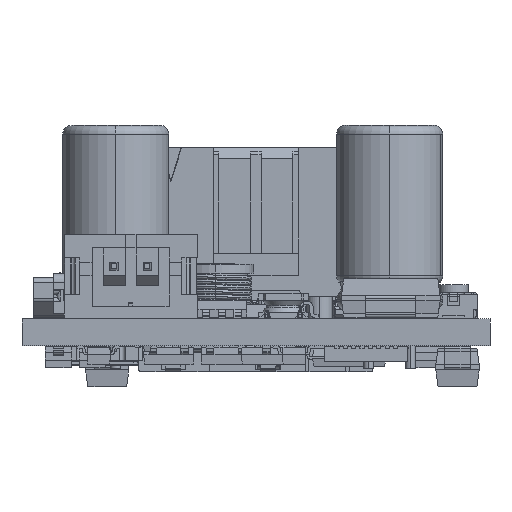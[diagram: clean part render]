
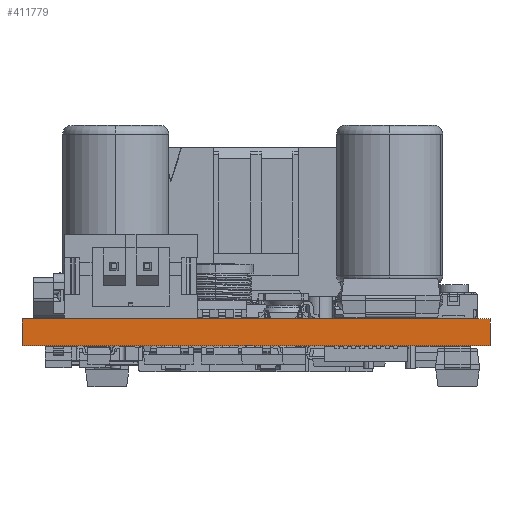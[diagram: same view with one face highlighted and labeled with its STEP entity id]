
A CAD part, front view. The second image highlights one B-rep face of the part: STEP entity #411779.
In plain terms, the highlighted planar face has unit normal (0, -1, 0).
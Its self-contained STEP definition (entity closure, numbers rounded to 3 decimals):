
#411663 = EDGE_CURVE('',#411664,#411666,#411668,.T.);
#411664 = VERTEX_POINT('',#411665);
#411665 = CARTESIAN_POINT('',(28.,-0.,0.));
#411666 = VERTEX_POINT('',#411667);
#411667 = CARTESIAN_POINT('',(28.,0.,1.6));
#411668 = SURFACE_CURVE('',#411669,(#411673,#411685),.PCURVE_S1.);
#411669 = LINE('',#411670,#411671);
#411670 = CARTESIAN_POINT('',(28.,-0.,0.));
#411671 = VECTOR('',#411672,1.);
#411672 = DIRECTION('',(0.,0.,1.));
#411673 = PCURVE('',#411674,#411679);
#411674 = PLANE('',#411675);
#411675 = AXIS2_PLACEMENT_3D('',#411676,#411677,#411678);
#411676 = CARTESIAN_POINT('',(28.,0.,0.));
#411677 = DIRECTION('',(-1.,0.,0.));
#411678 = DIRECTION('',(0.,1.,0.));
#411679 = DEFINITIONAL_REPRESENTATION('',(#411680),#411684);
#411680 = LINE('',#411681,#411682);
#411681 = CARTESIAN_POINT('',(0.,0.));
#411682 = VECTOR('',#411683,1.);
#411683 = DIRECTION('',(0.,-1.));
#411684 = ( GEOMETRIC_REPRESENTATION_CONTEXT(2) 
PARAMETRIC_REPRESENTATION_CONTEXT() REPRESENTATION_CONTEXT('2D SPACE',''
  ) );
#411685 = PCURVE('',#411686,#411691);
#411686 = PLANE('',#411687);
#411687 = AXIS2_PLACEMENT_3D('',#411688,#411689,#411690);
#411688 = CARTESIAN_POINT('',(0.,0.,0.));
#411689 = DIRECTION('',(0.,1.,0.));
#411690 = DIRECTION('',(1.,0.,0.));
#411691 = DEFINITIONAL_REPRESENTATION('',(#411692),#411696);
#411692 = LINE('',#411693,#411694);
#411693 = CARTESIAN_POINT('',(28.,0.));
#411694 = VECTOR('',#411695,1.);
#411695 = DIRECTION('',(0.,-1.));
#411696 = ( GEOMETRIC_REPRESENTATION_CONTEXT(2) 
PARAMETRIC_REPRESENTATION_CONTEXT() REPRESENTATION_CONTEXT('2D SPACE',''
  ) );
#411714 = PLANE('',#411715);
#411715 = AXIS2_PLACEMENT_3D('',#411716,#411717,#411718);
#411716 = CARTESIAN_POINT('',(13.993,37.379,1.6));
#411717 = DIRECTION('',(0.,0.,1.));
#411718 = DIRECTION('',(1.,0.,-0.));
#411768 = PLANE('',#411769);
#411769 = AXIS2_PLACEMENT_3D('',#411770,#411771,#411772);
#411770 = CARTESIAN_POINT('',(13.993,37.379,0.));
#411771 = DIRECTION('',(0.,0.,1.));
#411772 = DIRECTION('',(1.,0.,-0.));
#411779 = ADVANCED_FACE('',(#411780),#411686,.F.);
#411780 = FACE_BOUND('',#411781,.F.);
#411781 = EDGE_LOOP('',(#411782,#411812,#411833,#411834));
#411782 = ORIENTED_EDGE('',*,*,#411783,.T.);
#411783 = EDGE_CURVE('',#411784,#411786,#411788,.T.);
#411784 = VERTEX_POINT('',#411785);
#411785 = CARTESIAN_POINT('',(0.,-0.,0.));
#411786 = VERTEX_POINT('',#411787);
#411787 = CARTESIAN_POINT('',(0.,0.,1.6));
#411788 = SURFACE_CURVE('',#411789,(#411793,#411800),.PCURVE_S1.);
#411789 = LINE('',#411790,#411791);
#411790 = CARTESIAN_POINT('',(0.,-0.,0.));
#411791 = VECTOR('',#411792,1.);
#411792 = DIRECTION('',(0.,0.,1.));
#411793 = PCURVE('',#411686,#411794);
#411794 = DEFINITIONAL_REPRESENTATION('',(#411795),#411799);
#411795 = LINE('',#411796,#411797);
#411796 = CARTESIAN_POINT('',(0.,0.));
#411797 = VECTOR('',#411798,1.);
#411798 = DIRECTION('',(0.,-1.));
#411799 = ( GEOMETRIC_REPRESENTATION_CONTEXT(2) 
PARAMETRIC_REPRESENTATION_CONTEXT() REPRESENTATION_CONTEXT('2D SPACE',''
  ) );
#411800 = PCURVE('',#411801,#411806);
#411801 = PLANE('',#411802);
#411802 = AXIS2_PLACEMENT_3D('',#411803,#411804,#411805);
#411803 = CARTESIAN_POINT('',(0.,6.32,0.));
#411804 = DIRECTION('',(1.,0.,-0.));
#411805 = DIRECTION('',(0.,-1.,0.));
#411806 = DEFINITIONAL_REPRESENTATION('',(#411807),#411811);
#411807 = LINE('',#411808,#411809);
#411808 = CARTESIAN_POINT('',(6.32,0.));
#411809 = VECTOR('',#411810,1.);
#411810 = DIRECTION('',(0.,-1.));
#411811 = ( GEOMETRIC_REPRESENTATION_CONTEXT(2) 
PARAMETRIC_REPRESENTATION_CONTEXT() REPRESENTATION_CONTEXT('2D SPACE',''
  ) );
#411812 = ORIENTED_EDGE('',*,*,#411813,.T.);
#411813 = EDGE_CURVE('',#411786,#411666,#411814,.T.);
#411814 = SURFACE_CURVE('',#411815,(#411819,#411826),.PCURVE_S1.);
#411815 = LINE('',#411816,#411817);
#411816 = CARTESIAN_POINT('',(0.,0.,1.6));
#411817 = VECTOR('',#411818,1.);
#411818 = DIRECTION('',(1.,0.,0.));
#411819 = PCURVE('',#411686,#411820);
#411820 = DEFINITIONAL_REPRESENTATION('',(#411821),#411825);
#411821 = LINE('',#411822,#411823);
#411822 = CARTESIAN_POINT('',(0.,-1.6));
#411823 = VECTOR('',#411824,1.);
#411824 = DIRECTION('',(1.,0.));
#411825 = ( GEOMETRIC_REPRESENTATION_CONTEXT(2) 
PARAMETRIC_REPRESENTATION_CONTEXT() REPRESENTATION_CONTEXT('2D SPACE',''
  ) );
#411826 = PCURVE('',#411714,#411827);
#411827 = DEFINITIONAL_REPRESENTATION('',(#411828),#411832);
#411828 = LINE('',#411829,#411830);
#411829 = CARTESIAN_POINT('',(-13.993,-37.379));
#411830 = VECTOR('',#411831,1.);
#411831 = DIRECTION('',(1.,0.));
#411832 = ( GEOMETRIC_REPRESENTATION_CONTEXT(2) 
PARAMETRIC_REPRESENTATION_CONTEXT() REPRESENTATION_CONTEXT('2D SPACE',''
  ) );
#411833 = ORIENTED_EDGE('',*,*,#411663,.F.);
#411834 = ORIENTED_EDGE('',*,*,#411835,.F.);
#411835 = EDGE_CURVE('',#411784,#411664,#411836,.T.);
#411836 = SURFACE_CURVE('',#411837,(#411841,#411848),.PCURVE_S1.);
#411837 = LINE('',#411838,#411839);
#411838 = CARTESIAN_POINT('',(0.,-0.,0.));
#411839 = VECTOR('',#411840,1.);
#411840 = DIRECTION('',(1.,0.,0.));
#411841 = PCURVE('',#411686,#411842);
#411842 = DEFINITIONAL_REPRESENTATION('',(#411843),#411847);
#411843 = LINE('',#411844,#411845);
#411844 = CARTESIAN_POINT('',(0.,0.));
#411845 = VECTOR('',#411846,1.);
#411846 = DIRECTION('',(1.,0.));
#411847 = ( GEOMETRIC_REPRESENTATION_CONTEXT(2) 
PARAMETRIC_REPRESENTATION_CONTEXT() REPRESENTATION_CONTEXT('2D SPACE',''
  ) );
#411848 = PCURVE('',#411768,#411849);
#411849 = DEFINITIONAL_REPRESENTATION('',(#411850),#411854);
#411850 = LINE('',#411851,#411852);
#411851 = CARTESIAN_POINT('',(-13.993,-37.379));
#411852 = VECTOR('',#411853,1.);
#411853 = DIRECTION('',(1.,0.));
#411854 = ( GEOMETRIC_REPRESENTATION_CONTEXT(2) 
PARAMETRIC_REPRESENTATION_CONTEXT() REPRESENTATION_CONTEXT('2D SPACE',''
  ) );
